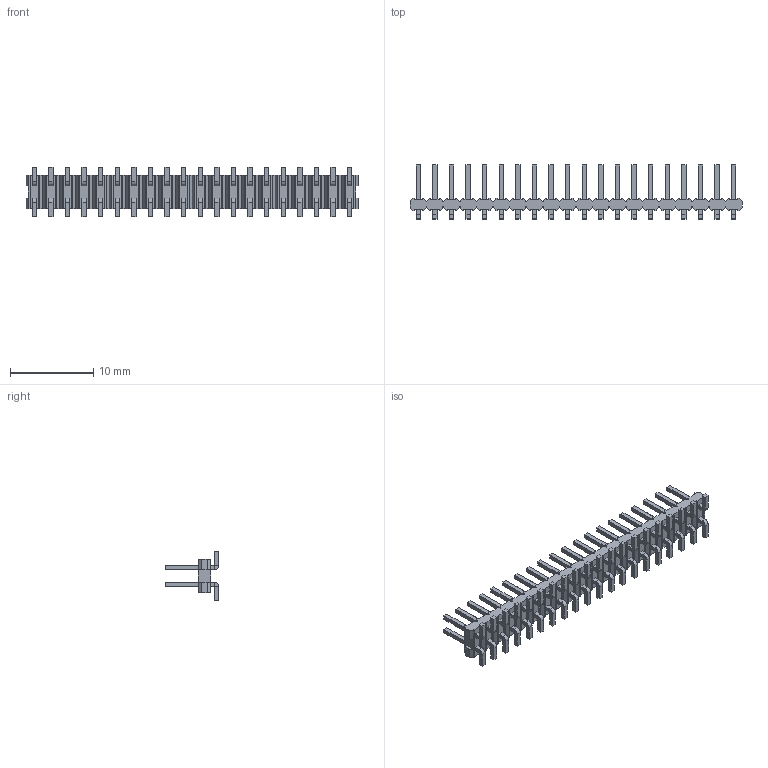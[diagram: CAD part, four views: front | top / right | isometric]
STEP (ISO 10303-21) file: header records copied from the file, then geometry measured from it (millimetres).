
FILE_DESCRIPTION((''),'2;1');
FILE_NAME('57202-F52-20LF','2011-08-08T',('Reswaram'),('FCI - ELX Division'),'PRO/ENGINEER BY PARAMETRIC TECHNOLOGY CORPORATION, 2008010','PRO/ENGINEER BY PARAMETRIC TECHNOLOGY CORPORATION, 2008010','');
FILE_SCHEMA(('CONFIG_CONTROL_DESIGN'));
Length unit declared in the file: millimetre
Products named in the file (1): 57202-F52-20LF
Bounding box: 40 x 6.5 x 6 mm (x, y, z)
Volume: 261.1 mm3; surface area: 1108.8 mm2
Topology: 1 solids, 1 shells, 1014 faces, 2468 edges, 1536 vertices
Faces by surface type: plane 936, cylinder 78
Entity records: 28822 total; most frequent: CARTESIAN_POINT 5018, ORIENTED_EDGE 4936, DIRECTION 4652, EDGE_CURVE 2468, VECTOR 2312, LINE 2312, VERTEX_POINT 1536, AXIS2_PLACEMENT_3D 1170
